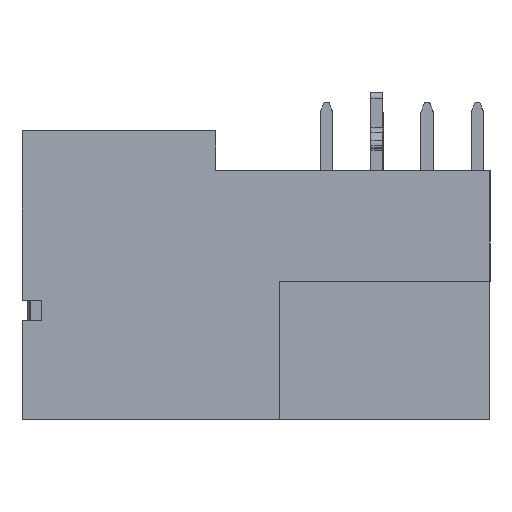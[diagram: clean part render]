
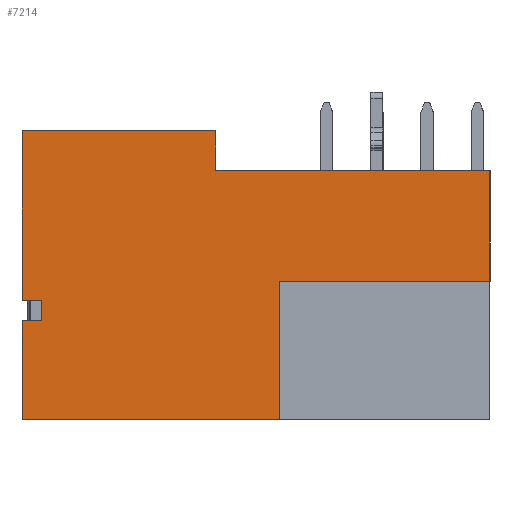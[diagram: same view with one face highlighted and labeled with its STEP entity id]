
A CAD part, left-side view. The second image highlights one B-rep face of the part: STEP entity #7214.
In plain terms, the highlighted planar face has unit normal (-1, 0, 0).
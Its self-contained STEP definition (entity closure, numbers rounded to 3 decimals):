
#1156=CARTESIAN_POINT('',(-11.43,8.255,-1.275));
#1157=VERTEX_POINT('',#1156);
#1185=CARTESIAN_POINT('',(-11.43,7.255,-1.275));
#1186=VERTEX_POINT('',#1185);
#1193=CARTESIAN_POINT('',(-11.43,7.255,-1.275));
#1194=DIRECTION('',(0.,1.,0.));
#1195=VECTOR('',#1194,1.);
#1196=LINE('',#1193,#1195);
#1197=EDGE_CURVE('',#1186,#1157,#1196,.T.);
#1217=CARTESIAN_POINT('',(-11.43,7.255,-2.275));
#1218=VERTEX_POINT('',#1217);
#1225=CARTESIAN_POINT('',(-11.43,7.255,-2.275));
#1226=DIRECTION('',(0.,0.,1.));
#1227=VECTOR('',#1226,1.);
#1228=LINE('',#1225,#1227);
#1229=EDGE_CURVE('',#1218,#1186,#1228,.T.);
#1259=CARTESIAN_POINT('',(-11.43,8.255,-2.275));
#1260=VERTEX_POINT('',#1259);
#1267=CARTESIAN_POINT('',(-11.43,8.255,-2.275));
#1268=DIRECTION('',(0.,-1.,0.));
#1269=VECTOR('',#1268,1.);
#1270=LINE('',#1267,#1269);
#1271=EDGE_CURVE('',#1260,#1218,#1270,.T.);
#1704=CARTESIAN_POINT('',(-11.43,-4.745,-0.31));
#1705=VERTEX_POINT('',#1704);
#1712=CARTESIAN_POINT('',(-11.43,-4.745,-7.29));
#1713=VERTEX_POINT('',#1712);
#1714=CARTESIAN_POINT('',(-11.43,-4.745,-0.31));
#1715=DIRECTION('',(0.,0.,-1.));
#1716=VECTOR('',#1715,6.98);
#1717=LINE('',#1714,#1716);
#1718=EDGE_CURVE('',#1705,#1713,#1717,.T.);
#4444=CARTESIAN_POINT('',(-11.43,8.255,-7.29));
#4445=VERTEX_POINT('',#4444);
#4446=CARTESIAN_POINT('',(-11.43,-4.745,-7.29));
#4447=DIRECTION('',(0.,1.,0.));
#4448=VECTOR('',#4447,13.);
#4449=LINE('',#4446,#4448);
#4450=EDGE_CURVE('',#1713,#4445,#4449,.T.);
#4799=CARTESIAN_POINT('',(-11.43,-1.525,7.29));
#4800=VERTEX_POINT('',#4799);
#4801=CARTESIAN_POINT('',(-11.43,-1.525,5.28));
#4802=VERTEX_POINT('',#4801);
#4803=CARTESIAN_POINT('',(-11.43,-1.525,7.29));
#4804=DIRECTION('',(0.,0.,-1.));
#4805=VECTOR('',#4804,2.01);
#4806=LINE('',#4803,#4805);
#4807=EDGE_CURVE('',#4800,#4802,#4806,.T.);
#4839=CARTESIAN_POINT('',(-11.43,8.255,7.29));
#4840=VERTEX_POINT('',#4839);
#4841=CARTESIAN_POINT('',(-11.43,8.255,7.29));
#4842=DIRECTION('',(0.,-1.,0.));
#4843=VECTOR('',#4842,9.78);
#4844=LINE('',#4841,#4843);
#4845=EDGE_CURVE('',#4840,#4800,#4844,.T.);
#4910=CARTESIAN_POINT('',(-11.43,8.255,-7.29));
#4911=DIRECTION('',(0.,0.,1.));
#4912=VECTOR('',#4911,5.015);
#4913=LINE('',#4910,#4912);
#4914=EDGE_CURVE('',#4445,#1260,#4913,.T.);
#6107=CARTESIAN_POINT('',(-11.43,8.255,-1.275));
#6108=DIRECTION('',(0.,0.,1.));
#6109=VECTOR('',#6108,8.565);
#6110=LINE('',#6107,#6109);
#6111=EDGE_CURVE('',#1157,#4840,#6110,.T.);
#7176=CARTESIAN_POINT('',(-11.43,8.255,-7.29));
#7177=DIRECTION('',(0.,-1.,0.));
#7178=DIRECTION('',(-1.,0.,0.));
#7179=AXIS2_PLACEMENT_3D('',#7176,#7178,#7177);
#7180=PLANE('',#7179);
#7181=ORIENTED_EDGE('',*,*,#4807,.F.);
#7182=ORIENTED_EDGE('',*,*,#4845,.F.);
#7183=ORIENTED_EDGE('',*,*,#6111,.F.);
#7184=ORIENTED_EDGE('',*,*,#1197,.F.);
#7185=ORIENTED_EDGE('',*,*,#1229,.F.);
#7186=ORIENTED_EDGE('',*,*,#1271,.F.);
#7187=ORIENTED_EDGE('',*,*,#4914,.F.);
#7188=ORIENTED_EDGE('',*,*,#4450,.F.);
#7189=ORIENTED_EDGE('',*,*,#1718,.F.);
#7190=CARTESIAN_POINT('',(-11.43,-15.365,-0.31));
#7191=VERTEX_POINT('',#7190);
#7192=CARTESIAN_POINT('',(-11.43,-4.745,-0.31));
#7193=DIRECTION('',(0.,-1.,0.));
#7194=VECTOR('',#7193,10.62);
#7195=LINE('',#7192,#7194);
#7196=EDGE_CURVE('',#1705,#7191,#7195,.T.);
#7197=ORIENTED_EDGE('',*,*,#7196,.T.);
#7198=CARTESIAN_POINT('',(-11.43,-15.365,5.28));
#7199=VERTEX_POINT('',#7198);
#7200=CARTESIAN_POINT('',(-11.43,-15.365,5.28));
#7201=DIRECTION('',(0.,0.,-1.));
#7202=VECTOR('',#7201,5.59);
#7203=LINE('',#7200,#7202);
#7204=EDGE_CURVE('',#7199,#7191,#7203,.T.);
#7205=ORIENTED_EDGE('',*,*,#7204,.F.);
#7206=CARTESIAN_POINT('',(-11.43,-15.365,5.28));
#7207=DIRECTION('',(0.,1.,0.));
#7208=VECTOR('',#7207,13.84);
#7209=LINE('',#7206,#7208);
#7210=EDGE_CURVE('',#7199,#4802,#7209,.T.);
#7211=ORIENTED_EDGE('',*,*,#7210,.T.);
#7212=EDGE_LOOP('',(#7181,#7182,#7183,#7184,#7185,#7186,#7187,#7188,#7189,#7197,#7205,#7211));
#7213=FACE_OUTER_BOUND('',#7212,.T.);
#7214=ADVANCED_FACE('',(#7213),#7180,.T.);
